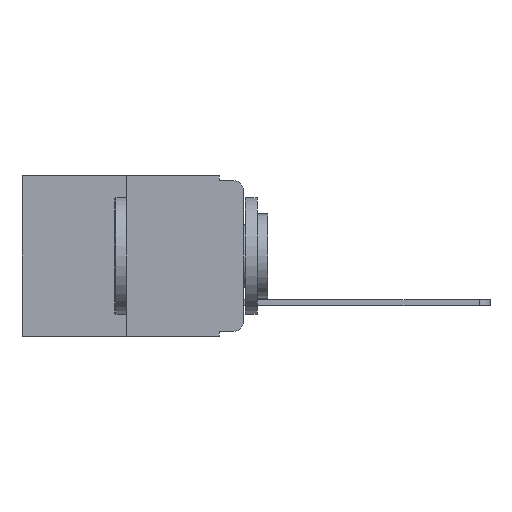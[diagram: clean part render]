
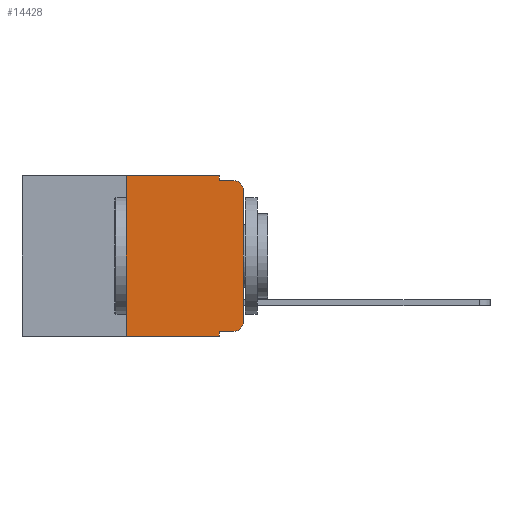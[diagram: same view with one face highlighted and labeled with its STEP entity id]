
A CAD part, left-side view. The second image highlights one B-rep face of the part: STEP entity #14428.
In plain terms, the highlighted planar face has unit normal (-1, 0, 0).
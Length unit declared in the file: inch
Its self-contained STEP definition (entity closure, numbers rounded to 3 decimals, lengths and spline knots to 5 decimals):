
#162 = CARTESIAN_POINT ( 'NONE',  ( 0., 0.051, 0. ) ) ;
#289 = VERTEX_POINT ( 'NONE', #14710 ) ;
#491 = EDGE_CURVE ( 'NONE', #12479, #10252, #8326, .T. ) ;
#526 = VECTOR ( 'NONE', #13271, 39.37008 ) ;
#799 = CARTESIAN_POINT ( 'NONE',  ( 0., 0.473, -0.343 ) ) ;
#867 = EDGE_CURVE ( 'NONE', #289, #9439, #17813, .T. ) ;
#1241 = VERTEX_POINT ( 'NONE', #6087 ) ;
#1508 = EDGE_CURVE ( 'NONE', #5410, #10252, #3512, .T. ) ;
#1692 = DIRECTION ( 'NONE',  ( 0., 0., -1. ) ) ;
#1701 = VECTOR ( 'NONE', #10235, 39.37008 ) ;
#1755 = CARTESIAN_POINT ( 'NONE',  ( 0., 0.051, 0. ) ) ;
#2571 = FACE_OUTER_BOUND ( 'NONE', #17423, .T. ) ;
#2977 = ORIENTED_EDGE ( 'NONE', *, *, #12805, .T. ) ;
#3512 = CIRCLE ( 'NONE', #10153, 0.02 ) ;
#4415 = AXIS2_PLACEMENT_3D ( 'NONE', #18120, #9055, #19632 ) ;
#4432 = DIRECTION ( 'NONE',  ( 0., -1., 0. ) ) ;
#4524 = CARTESIAN_POINT ( 'NONE',  ( 0., 0.051, -0.333 ) ) ;
#4550 = LINE ( 'NONE', #19829, #7825 ) ;
#4553 = VECTOR ( 'NONE', #13766, 39.37008 ) ;
#4823 = VERTEX_POINT ( 'NONE', #9557 ) ;
#5060 = EDGE_CURVE ( 'NONE', #4823, #1241, #16301, .T. ) ;
#5410 = VERTEX_POINT ( 'NONE', #15543 ) ;
#5490 = CARTESIAN_POINT ( 'NONE',  ( 0., 0.051, 0. ) ) ;
#5725 = EDGE_CURVE ( 'NONE', #12847, #5410, #8914, .T. ) ;
#5727 = ORIENTED_EDGE ( 'NONE', *, *, #11878, .F. ) ;
#5738 = VERTEX_POINT ( 'NONE', #5490 ) ;
#6087 = CARTESIAN_POINT ( 'NONE',  ( 0., 0.25, 0. ) ) ;
#6247 = ORIENTED_EDGE ( 'NONE', *, *, #5060, .F. ) ;
#6788 = LINE ( 'NONE', #4524, #11414 ) ;
#7005 = CARTESIAN_POINT ( 'NONE',  ( 0., 0.25, 0. ) ) ;
#7299 = CARTESIAN_POINT ( 'NONE',  ( 0., 0.051, -0.343 ) ) ;
#7745 = ORIENTED_EDGE ( 'NONE', *, *, #11779, .T. ) ;
#7825 = VECTOR ( 'NONE', #4432, 39.37008 ) ;
#7981 = DIRECTION ( 'NONE',  ( 1., 0., 0. ) ) ;
#8012 = LINE ( 'NONE', #1755, #16132 ) ;
#8326 = LINE ( 'NONE', #9913, #4553 ) ;
#8351 = DIRECTION ( 'NONE',  ( 0., 0., -1. ) ) ;
#8406 = CARTESIAN_POINT ( 'NONE',  ( 0., 0.051, -0.01 ) ) ;
#8914 = LINE ( 'NONE', #10215, #526 ) ;
#9055 = DIRECTION ( 'NONE',  ( -1., 0., 0. ) ) ;
#9280 = DIRECTION ( 'NONE',  ( 0., 0., -1. ) ) ;
#9439 = VERTEX_POINT ( 'NONE', #7299 ) ;
#9557 = CARTESIAN_POINT ( 'NONE',  ( 0., 0.25, -0.343 ) ) ;
#9642 = LINE ( 'NONE', #799, #1701 ) ;
#9742 = EDGE_CURVE ( 'NONE', #4823, #9439, #9642, .T. ) ;
#9913 = CARTESIAN_POINT ( 'NONE',  ( 0., 0.051, -0.01 ) ) ;
#10153 = AXIS2_PLACEMENT_3D ( 'NONE', #14148, #15244, #8351 ) ;
#10215 = CARTESIAN_POINT ( 'NONE',  ( 0., 0., 0. ) ) ;
#10235 = DIRECTION ( 'NONE',  ( 0., -1., 0. ) ) ;
#10252 = VERTEX_POINT ( 'NONE', #13214 ) ;
#11023 = PLANE ( 'NONE',  #14489 ) ;
#11414 = VECTOR ( 'NONE', #13862, 39.37008 ) ;
#11779 = EDGE_CURVE ( 'NONE', #15359, #12847, #13374, .T. ) ;
#11878 = EDGE_CURVE ( 'NONE', #1241, #5738, #4550, .T. ) ;
#12324 = VECTOR ( 'NONE', #19184, 39.37008 ) ;
#12449 = CARTESIAN_POINT ( 'NONE',  ( 0., 0., -0.313 ) ) ;
#12479 = VERTEX_POINT ( 'NONE', #8406 ) ;
#12590 = ORIENTED_EDGE ( 'NONE', *, *, #5725, .T. ) ;
#12805 = EDGE_CURVE ( 'NONE', #289, #15359, #6788, .T. ) ;
#12847 = VERTEX_POINT ( 'NONE', #12449 ) ;
#13054 = ORIENTED_EDGE ( 'NONE', *, *, #1508, .T. ) ;
#13214 = CARTESIAN_POINT ( 'NONE',  ( 0., 0.02, -0.01 ) ) ;
#13271 = DIRECTION ( 'NONE',  ( 0., 0., 1. ) ) ;
#13358 = VECTOR ( 'NONE', #9280, 39.37008 ) ;
#13374 = CIRCLE ( 'NONE', #4415, 0.02 ) ;
#13766 = DIRECTION ( 'NONE',  ( 0., -1., 0. ) ) ;
#13862 = DIRECTION ( 'NONE',  ( 0., -1., 0. ) ) ;
#14148 = CARTESIAN_POINT ( 'NONE',  ( 0., 0.02, -0.03 ) ) ;
#14428 = ADVANCED_FACE ( 'NONE', ( #2571 ), #11023, .F. ) ;
#14489 = AXIS2_PLACEMENT_3D ( 'NONE', #17089, #7981, #18603 ) ;
#14710 = CARTESIAN_POINT ( 'NONE',  ( 0., 0.051, -0.333 ) ) ;
#15244 = DIRECTION ( 'NONE',  ( -1., 0., 0. ) ) ;
#15359 = VERTEX_POINT ( 'NONE', #18562 ) ;
#15419 = EDGE_CURVE ( 'NONE', #5738, #12479, #8012, .T. ) ;
#15543 = CARTESIAN_POINT ( 'NONE',  ( 0., 0., -0.03 ) ) ;
#16132 = VECTOR ( 'NONE', #1692, 39.37008 ) ;
#16301 = LINE ( 'NONE', #7005, #12324 ) ;
#17028 = ORIENTED_EDGE ( 'NONE', *, *, #491, .F. ) ;
#17089 = CARTESIAN_POINT ( 'NONE',  ( 0., 0.473, 0. ) ) ;
#17423 = EDGE_LOOP ( 'NONE', ( #12590, #13054, #17028, #17506, #5727, #6247, #18432, #18915, #2977, #7745 ) ) ;
#17506 = ORIENTED_EDGE ( 'NONE', *, *, #15419, .F. ) ;
#17813 = LINE ( 'NONE', #162, #13358 ) ;
#18120 = CARTESIAN_POINT ( 'NONE',  ( 0., 0.02, -0.313 ) ) ;
#18432 = ORIENTED_EDGE ( 'NONE', *, *, #9742, .T. ) ;
#18562 = CARTESIAN_POINT ( 'NONE',  ( 0., 0.02, -0.333 ) ) ;
#18603 = DIRECTION ( 'NONE',  ( 0., 0., -1. ) ) ;
#18915 = ORIENTED_EDGE ( 'NONE', *, *, #867, .F. ) ;
#19184 = DIRECTION ( 'NONE',  ( 0., 0., 1. ) ) ;
#19632 = DIRECTION ( 'NONE',  ( 0., 0., -1. ) ) ;
#19829 = CARTESIAN_POINT ( 'NONE',  ( 0., 0.473, 0. ) ) ;
